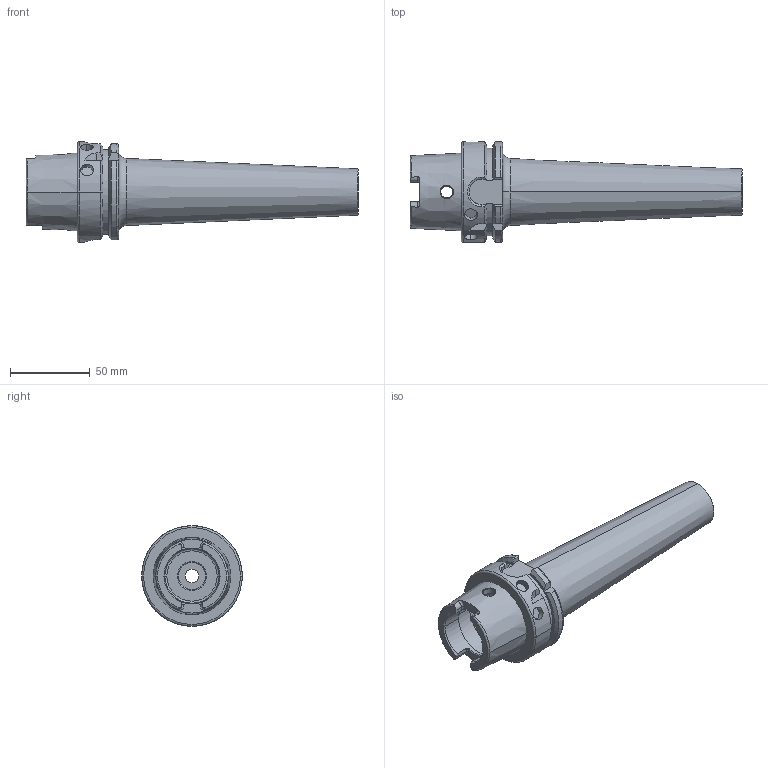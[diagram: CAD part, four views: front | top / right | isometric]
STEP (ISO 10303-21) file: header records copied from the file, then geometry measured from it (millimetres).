
FILE_DESCRIPTION (( 'STEP AP203' ), '1' );
FILE_NAME ('FWA063H-TMH16176.STEP', '2024-09-05T09:45:22', ( '' ), ( '' ), 'SwSTEP 2.0', 'SolidWorks 2024', '' );
FILE_SCHEMA (( 'CONFIG_CONTROL_DESIGN' ));
Length unit declared in the file: millimetre
Products named in the file (3): HSKA63TMS16176WW; FWA063H-TMH16176
Assembly tree (2 placements, depth 3):
  FWA063H-TMH16176
    HSKA63TMS16176WW
      HSKA63TMS16176WW
Bounding box: 207.95 x 63 x 63 mm (x, y, z)
Volume: 221087.5 mm3; surface area: 42880.9 mm2
Topology: 1 solids, 1 shells, 168 faces, 427 edges, 266 vertices
Faces by surface type: cylinder 51, plane 51, cone 27, torus 25, bspline 14
Entity records: 6812 total; most frequent: CARTESIAN_POINT 2604, ORIENTED_EDGE 850, DIRECTION 784, EDGE_CURVE 425, AXIS2_PLACEMENT_3D 317, VERTEX_POINT 266, EDGE_LOOP 181, FACE_OUTER_BOUND 168
